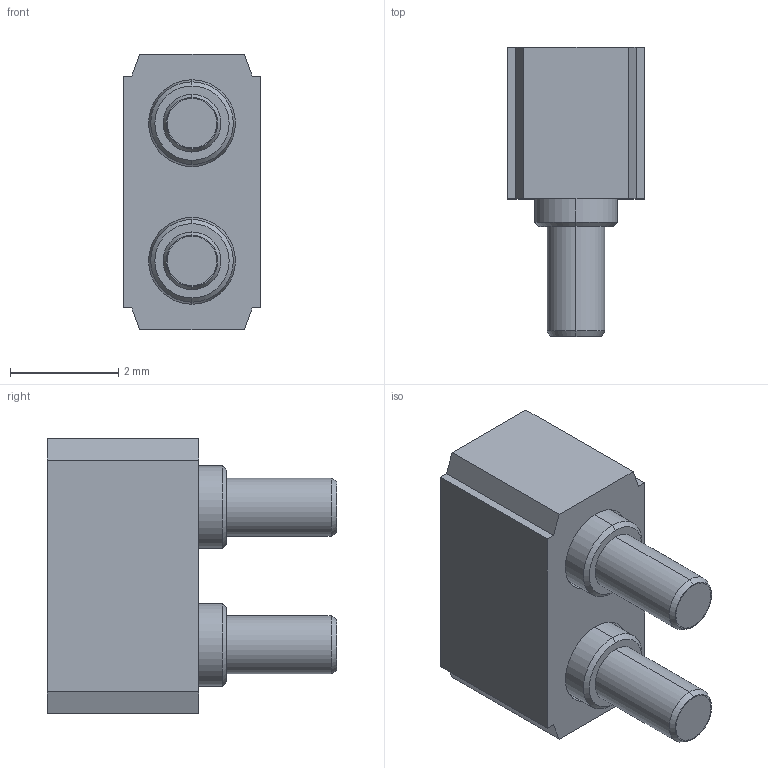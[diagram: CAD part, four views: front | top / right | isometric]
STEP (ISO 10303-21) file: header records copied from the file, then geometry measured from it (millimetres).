
FILE_DESCRIPTION (( 'STEP AP214' ), '1' );
FILE_NAME ('mill-max-$PARTNUMBER.STEP', '2011-02-09T10:46:36', ( 'sysAdmin' ), ( 'SolidWorks' ), 'SwSTEP 2.0', 'SolidWorks 2011', '' );
FILE_SCHEMA (( 'AUTOMOTIVE_DESIGN' ));
Length unit declared in the file: inch
Products named in the file (4): mill-max-$PARTNUMBER_mill-max-P835-93-002-10-001000_P8XX-21-010-00-000000(P802-21-010-00-000000); mill-max-$PARTNUMBER; mill-max-$PARTNUMBER_mill-max-P835-93-002-10-001000_3435(3435-0-00-01-00-00-03-0); mill-max-$PARTNUMBER_mill-max-P835-93-002-10-001000_P075-00-000-00-006000
Assembly tree (5 placements, depth 2):
  mill-max-$PARTNUMBER
    mill-max-$PARTNUMBER_mill-max-P835-93-002-10-001000_3435(3435-0-00-01-00-00-03-0)  x2
    mill-max-$PARTNUMBER_mill-max-P835-93-002-10-001000_P075-00-000-00-006000  x2
    mill-max-$PARTNUMBER_mill-max-P835-93-002-10-001000_P8XX-21-010-00-000000(P802-21-010-00-000000)
Bounding box: 2.54 x 5.33 x 5.08 mm (x, y, z)
Volume: 29 mm3; surface area: 181.5 mm2
Topology: 5 solids, 5 shells, 86 faces, 180 edges, 112 vertices
Faces by surface type: cylinder 36, plane 30, cone 20
Entity records: 1712 total; most frequent: DIRECTION 298, CARTESIAN_POINT 259, ORIENTED_EDGE 240, EDGE_CURVE 120, AXIS2_PLACEMENT_3D 115, VERTEX_POINT 76, VECTOR 68, LINE 68
